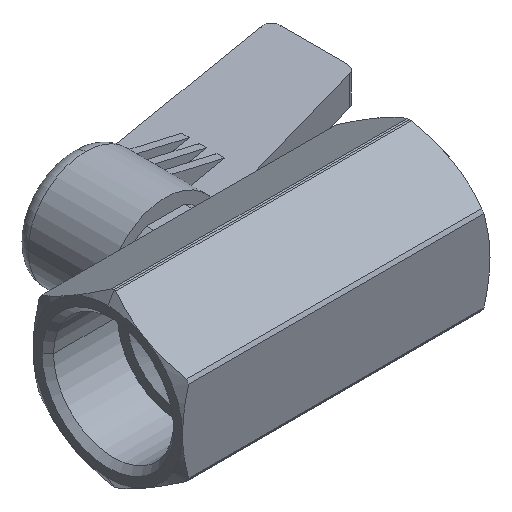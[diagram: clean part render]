
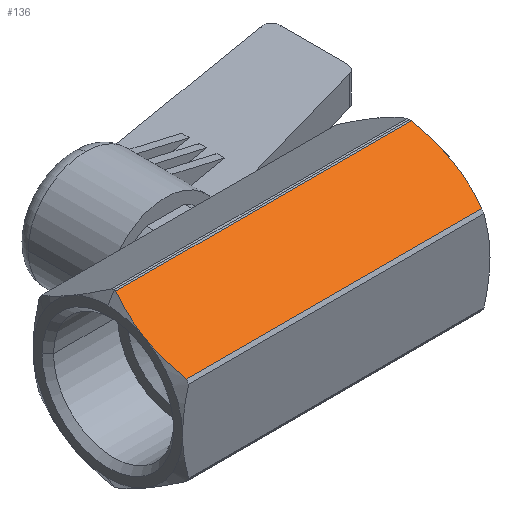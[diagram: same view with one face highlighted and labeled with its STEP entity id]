
A CAD part, isometric view. The second image highlights one B-rep face of the part: STEP entity #136.
In plain terms, the highlighted planar face has unit normal (0, -0.5, 0.866).
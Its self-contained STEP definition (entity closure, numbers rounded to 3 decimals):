
#136=ADVANCED_FACE('',(#327),#328,.T.);
#327=FACE_OUTER_BOUND('',#522,.T.);
#328=PLANE('',#523);
#522=EDGE_LOOP('',(#1256,#1257,#1258,#1259,#1260,#1261));
#523=AXIS2_PLACEMENT_3D('',#1262,#1263,#1264);
#1256=ORIENTED_EDGE('',*,*,#1507,.T.);
#1257=ORIENTED_EDGE('',*,*,#1517,.F.);
#1258=ORIENTED_EDGE('',*,*,#1518,.F.);
#1259=ORIENTED_EDGE('',*,*,#1503,.T.);
#1260=ORIENTED_EDGE('',*,*,#1535,.F.);
#1261=ORIENTED_EDGE('',*,*,#1531,.F.);
#1262=CARTESIAN_POINT('',(-29.0,-7.5,12.99));
#1263=DIRECTION('',(0.,-0.5,0.866));
#1264=DIRECTION('',(0.,-0.866,-0.5));
#1503=EDGE_CURVE('',#1883,#1880,#1884,.T.);
#1507=EDGE_CURVE('',#1890,#1888,#1891,.T.);
#1517=EDGE_CURVE('',#1904,#1888,#1906,.T.);
#1518=EDGE_CURVE('',#1883,#1904,#1907,.T.);
#1531=EDGE_CURVE('',#1890,#1922,#1923,.T.);
#1535=EDGE_CURVE('',#1922,#1880,#1928,.T.);
#1880=VERTEX_POINT('',#2713);
#1883=VERTEX_POINT('',#2716);
#1884=LINE('',#2717,#2718);
#1888=VERTEX_POINT('',#2723);
#1890=VERTEX_POINT('',#2725);
#1891=LINE('',#2726,#2727);
#1904=VERTEX_POINT('',#2764);
#1906=(B_SPLINE_CURVE(2,(#2767,#2768,#2769,#2770,#2771),.UNSPECIFIED.,.F.,.F.)B_SPLINE_CURVE_WITH_KNOTS((3,2,3),(0.0,8.795,17.59),.UNSPECIFIED.)RATIONAL_B_SPLINE_CURVE((1.0,1.038,1.0,1.038,1.0))BOUNDED_CURVE()REPRESENTATION_ITEM('')GEOMETRIC_REPRESENTATION_ITEM()CURVE());
#1907=(B_SPLINE_CURVE(2,(#2779,#2780,#2781,#2782,#2783),.UNSPECIFIED.,.F.,.F.)B_SPLINE_CURVE_WITH_KNOTS((3,2,3),(0.0,8.795,17.59),.UNSPECIFIED.)RATIONAL_B_SPLINE_CURVE((1.0,1.038,1.0,1.038,1.0))BOUNDED_CURVE()REPRESENTATION_ITEM('')GEOMETRIC_REPRESENTATION_ITEM()CURVE());
#1922=VERTEX_POINT('',#2881);
#1923=(B_SPLINE_CURVE(2,(#2883,#2884,#2885,#2886,#2887),.UNSPECIFIED.,.F.,.F.)B_SPLINE_CURVE_WITH_KNOTS((3,2,3),(0.0,8.795,17.59),.UNSPECIFIED.)RATIONAL_B_SPLINE_CURVE((1.0,1.038,1.0,1.038,1.0))BOUNDED_CURVE()REPRESENTATION_ITEM('')GEOMETRIC_REPRESENTATION_ITEM()CURVE());
#1928=(B_SPLINE_CURVE(2,(#2910,#2911,#2912,#2913,#2914),.UNSPECIFIED.,.F.,.F.)B_SPLINE_CURVE_WITH_KNOTS((3,2,3),(0.0,8.795,17.59),.UNSPECIFIED.)RATIONAL_B_SPLINE_CURVE((1.0,1.038,1.0,1.038,1.0))BOUNDED_CURVE()REPRESENTATION_ITEM('')GEOMETRIC_REPRESENTATION_ITEM()CURVE());
#2713=CARTESIAN_POINT('',(32.493,-14.592,8.896));
#2716=CARTESIAN_POINT('',(-26.793,-14.592,8.896));
#2717=CARTESIAN_POINT('',(2.85,-14.592,8.896));
#2718=VECTOR('',#3307,1.0);
#2723=CARTESIAN_POINT('',(-26.793,-0.408,17.085));
#2725=CARTESIAN_POINT('',(32.493,-0.408,17.085));
#2726=CARTESIAN_POINT('',(2.85,-0.408,17.085));
#2727=VECTOR('',#3315,1.0);
#2764=CARTESIAN_POINT('',(-28.0,-7.5,12.99));
#2767=CARTESIAN_POINT('',(-26.658,-15.008,8.656));
#2768=CARTESIAN_POINT('',(-28.0,-10.984,10.979));
#2769=CARTESIAN_POINT('',(-28.0,-7.5,12.99));
#2770=CARTESIAN_POINT('',(-28.0,-4.016,15.002));
#2771=CARTESIAN_POINT('',(-26.658,0.008,17.325));
#2779=CARTESIAN_POINT('',(-26.658,-15.008,8.656));
#2780=CARTESIAN_POINT('',(-28.0,-10.984,10.979));
#2781=CARTESIAN_POINT('',(-28.0,-7.5,12.99));
#2782=CARTESIAN_POINT('',(-28.0,-4.016,15.002));
#2783=CARTESIAN_POINT('',(-26.658,0.008,17.325));
#2881=CARTESIAN_POINT('',(33.7,-7.5,12.99));
#2883=CARTESIAN_POINT('',(32.358,0.008,17.325));
#2884=CARTESIAN_POINT('',(33.7,-4.016,15.002));
#2885=CARTESIAN_POINT('',(33.7,-7.5,12.99));
#2886=CARTESIAN_POINT('',(33.7,-10.984,10.979));
#2887=CARTESIAN_POINT('',(32.358,-15.008,8.656));
#2910=CARTESIAN_POINT('',(32.358,0.008,17.325));
#2911=CARTESIAN_POINT('',(33.7,-4.016,15.002));
#2912=CARTESIAN_POINT('',(33.7,-7.5,12.99));
#2913=CARTESIAN_POINT('',(33.7,-10.984,10.979));
#2914=CARTESIAN_POINT('',(32.358,-15.008,8.656));
#3307=DIRECTION('',(1.0,0.,0.));
#3315=DIRECTION('',(-1.0,0.,0.));
